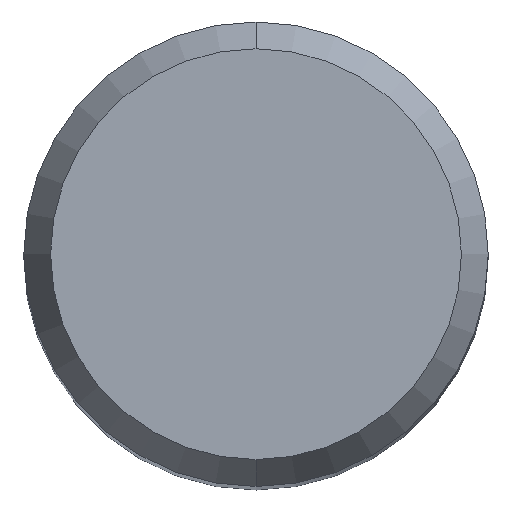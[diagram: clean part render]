
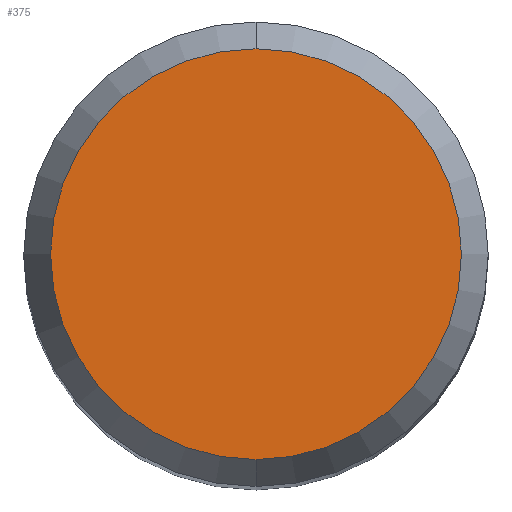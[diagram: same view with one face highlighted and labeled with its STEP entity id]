
A CAD part, top view. The second image highlights one B-rep face of the part: STEP entity #375.
In plain terms, the highlighted planar face has unit normal (0, 0, 1).
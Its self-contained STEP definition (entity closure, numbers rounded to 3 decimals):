
#231=EDGE_CURVE('',#369,#261,#527,.T.);
#247=EDGE_CURVE('',#261,#369,#545,.T.);
#261=VERTEX_POINT('',#562);
#369=VERTEX_POINT('',#679);
#375=ADVANCED_FACE('',(#687),#688,.T.);
#527=CIRCLE('',#884,3.538);
#545=CIRCLE('',#972,3.538);
#562=CARTESIAN_POINT('',(0.,-3.538,0.0));
#679=CARTESIAN_POINT('',(0.0,3.538,0.0));
#687=FACE_OUTER_BOUND('',#1242,.T.);
#688=PLANE('',#1243);
#884=AXIS2_PLACEMENT_3D('',#1447,#1448,#1449);
#972=AXIS2_PLACEMENT_3D('',#1469,#1470,#1471);
#1242=EDGE_LOOP('',(#1633,#1634));
#1243=AXIS2_PLACEMENT_3D('',#1635,#1636,#1637);
#1447=CARTESIAN_POINT('',(0.0,0.0,0.0));
#1448=DIRECTION('',(0.0,0.0,-1.0));
#1449=DIRECTION('',(0.0,1.0,0.0));
#1469=CARTESIAN_POINT('',(0.0,0.0,0.0));
#1470=DIRECTION('',(0.0,0.0,-1.0));
#1471=DIRECTION('',(0.0,1.0,0.0));
#1633=ORIENTED_EDGE('',*,*,#231,.F.);
#1634=ORIENTED_EDGE('',*,*,#247,.F.);
#1635=CARTESIAN_POINT('',(0.0,1.769,0.0));
#1636=DIRECTION('',(-0.0,0.0,1.0));
#1637=DIRECTION('',(0.0,-1.0,0.0));
